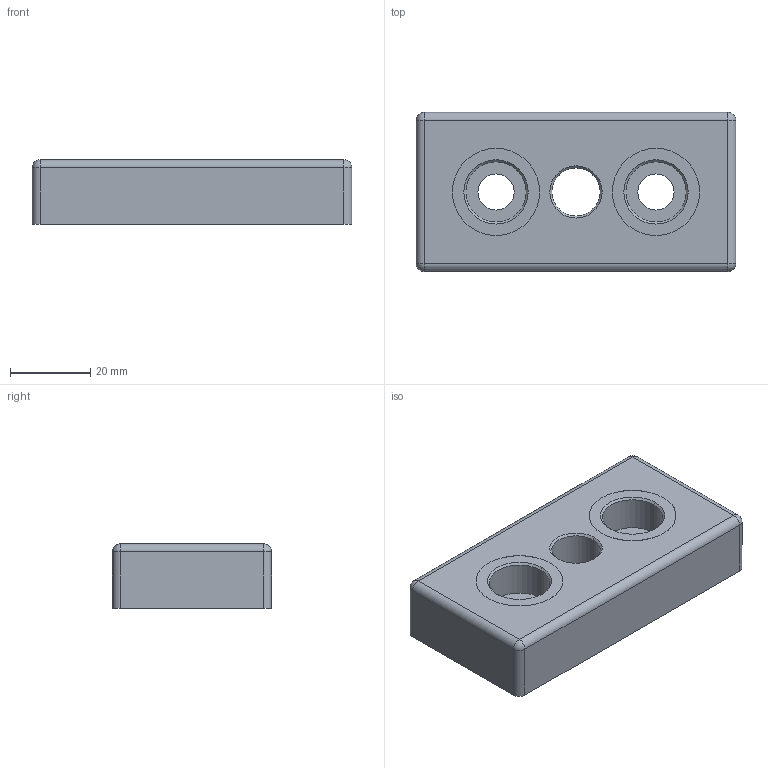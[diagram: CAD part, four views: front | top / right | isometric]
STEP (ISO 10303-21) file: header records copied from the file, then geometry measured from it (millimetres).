
FILE_DESCRIPTION (( 'STEP AP214' ), '1' );
FILE_NAME ('T26 Àäàïòåð 40õ80_D (Àëþì) äëÿ îïîðû Ì14.STEP', '2019-04-26T11:48:22', ( 'Windows User' ), ( '' ), 'SwSTEP 2.0', 'SolidWorks 2018', '' );
FILE_SCHEMA (( 'AUTOMOTIVE_DESIGN' ));
Length unit declared in the file: millimetre
Products named in the file (1): T26 Àäàïòåð 40õ80_D (Àëþì) äëÿ îïîðû Ì14
Bounding box: 79.6 x 39.6 x 16 mm (x, y, z)
Volume: 35563 mm3; surface area: 15575.2 mm2
Topology: 1 solids, 1 shells, 166 faces, 424 edges, 264 vertices
Faces by surface type: cylinder 100, plane 50, cone 12, sphere 4
Entity records: 5100 total; most frequent: DIRECTION 966, CARTESIAN_POINT 851, ORIENTED_EDGE 840, EDGE_CURVE 420, AXIS2_PLACEMENT_3D 379, VERTEX_POINT 264, CIRCLE 212, LINE 208
